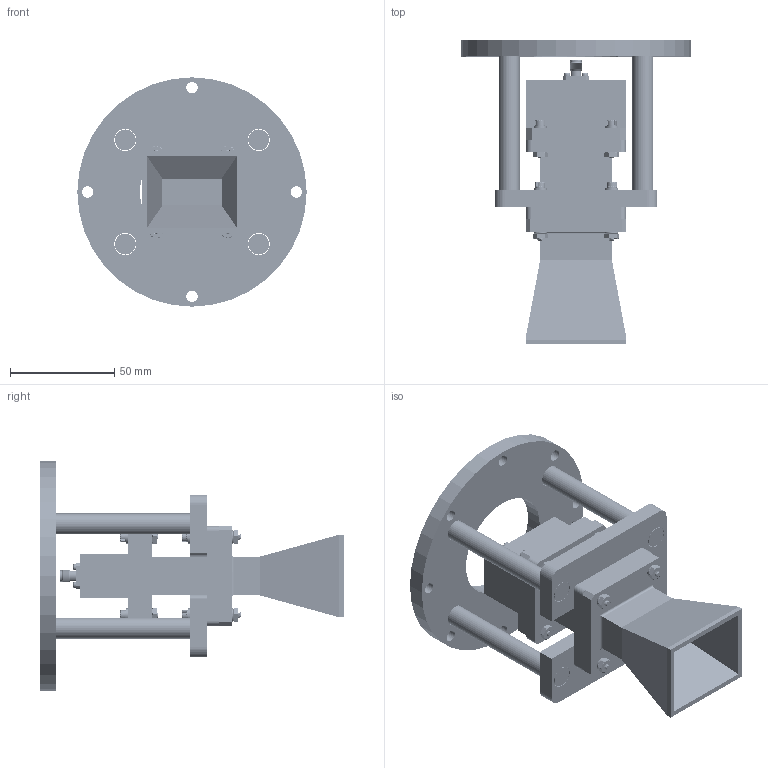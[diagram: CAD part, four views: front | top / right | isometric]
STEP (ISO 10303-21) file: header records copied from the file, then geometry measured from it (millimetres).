
FILE_DESCRIPTION (( 'STEP AP214' ), '1' );
FILE_NAME ('FM1WAN112-10ELSF_3D.step', '2024-05-06T19:13:46', ( '' ), ( '' ), 'SwSTEP 2.0', 'SolidWorks 2022', '' );
FILE_SCHEMA (( 'AUTOMOTIVE_DESIGN' ));
Length unit declared in the file: inch
Products named in the file (12): FMWAN112-10; FM1WAN112-10ELSF_3D; Copy of FMWAN075-112-MNT_UPR PLT^FMWAN075-112-MNT; No.4 Flat Washer_1_91166A230; FMW112S001-1.5; Screw 4-40SH x 9_16_1; Screw 4-40SH x 9_16_2; Copy of PEFMWAN075-112-MNT_LWR PLT^FMWAN075-112-MNT; 4-40 Nut_1_94150A335; FMWAN075-112-MNT; Copy of FMWAN075-112-MNT_STDF RND M4 FEM, 8OD X 64LG^FMWAN075-112-MNT; PE9865
Assembly tree (38 placements, depth 3):
  FM1WAN112-10ELSF_3D
    FMWAN075-112-MNT
      Copy of FMWAN075-112-MNT_UPR PLT^FMWAN075-112-MNT
      Copy of PEFMWAN075-112-MNT_LWR PLT^FMWAN075-112-MNT
      Copy of FMWAN075-112-MNT_STDF RND M4 FEM, 8OD X 64LG^FMWAN075-112-MNT  x4
    FMWAN112-10
    FMW112S001-1.5
    Screw 4-40SH x 9_16_1  x4
    No.4 Flat Washer_1_91166A230  x12
    4-40 Nut_1_94150A335  x8
    Screw 4-40SH x 9_16_2  x4
    PE9865
Bounding box: 110 x 146 x 110 mm (x, y, z)
Volume: 206120.5 mm3; surface area: 95930.1 mm2
Topology: 37 solids, 42 shells, 4633 faces, 13080 edges, 8545 vertices
Faces by surface type: plane 1541, cylinder 1418, cone 896, torus 730, bspline 48
Entity records: 62120 total; most frequent: CARTESIAN_POINT 28898, ORIENTED_EDGE 7592, DIRECTION 5897, EDGE_CURVE 3796, VERTEX_POINT 2487, AXIS2_PLACEMENT_3D 2286, EDGE_LOOP 1469, ADVANCED_FACE 1359
